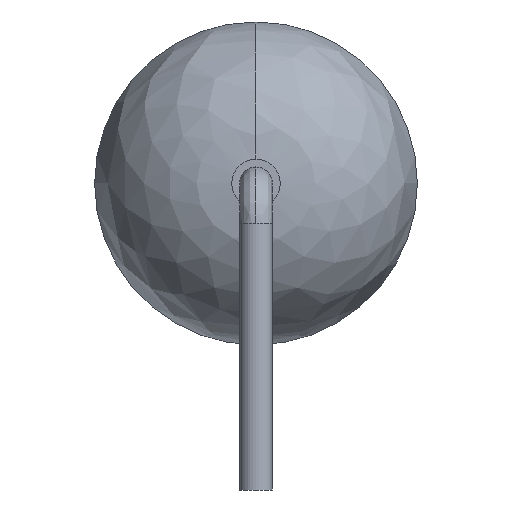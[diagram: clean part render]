
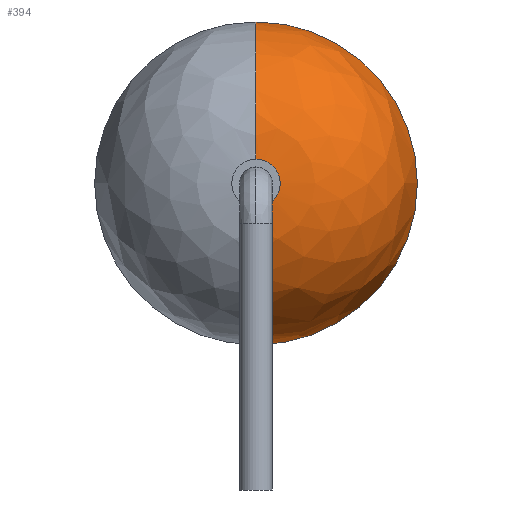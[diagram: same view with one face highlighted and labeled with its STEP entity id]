
A CAD part, left-side view. The second image highlights one B-rep face of the part: STEP entity #394.
In plain terms, the highlighted free-form (B-spline) face has degree [2, 2] with [5, 9] control points.
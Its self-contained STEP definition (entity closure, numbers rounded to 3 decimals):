
#294=CARTESIAN_POINT('',(-5.35,0.,0.));
#295=CARTESIAN_POINT('',(-6.938,0.,0.));
#296=CARTESIAN_POINT('',(-7.958,0.,1.218));
#297=CARTESIAN_POINT('',(-8.977,0.,2.437));
#298=CARTESIAN_POINT('',(-8.697,0.,4.));
#299=CARTESIAN_POINT('',(-5.35,4.,0.));
#300=CARTESIAN_POINT('',(-6.938,4.,0.));
#301=CARTESIAN_POINT('',(-7.958,2.782,1.218));
#302=CARTESIAN_POINT('',(-8.977,1.563,2.437));
#303=CARTESIAN_POINT('',(-8.697,0.,4.));
#304=CARTESIAN_POINT('',(-5.35,4.,4.));
#305=CARTESIAN_POINT('',(-6.938,4.,4.));
#306=CARTESIAN_POINT('',(-7.958,2.782,4.));
#307=CARTESIAN_POINT('',(-8.977,1.563,4.));
#308=CARTESIAN_POINT('',(-8.697,0.,4.));
#309=CARTESIAN_POINT('',(-5.35,4.,8.));
#310=CARTESIAN_POINT('',(-6.938,4.,8.));
#311=CARTESIAN_POINT('',(-7.958,2.782,6.782));
#312=CARTESIAN_POINT('',(-8.977,1.563,5.563));
#313=CARTESIAN_POINT('',(-8.697,0.,4.));
#314=CARTESIAN_POINT('',(-5.35,0.,8.));
#315=CARTESIAN_POINT('',(-6.938,0.,8.));
#316=CARTESIAN_POINT('',(-7.958,0.,6.782));
#317=CARTESIAN_POINT('',(-8.977,0.,5.563));
#318=CARTESIAN_POINT('',(-8.697,0.,4.));
#319=CARTESIAN_POINT('',(-5.35,-4.,8.));
#320=CARTESIAN_POINT('',(-6.938,-4.,8.));
#321=CARTESIAN_POINT('',(-7.958,-2.782,6.782));
#322=CARTESIAN_POINT('',(-8.977,-1.563,5.563));
#323=CARTESIAN_POINT('',(-8.697,0.,4.));
#324=CARTESIAN_POINT('',(-5.35,-4.,4.));
#325=CARTESIAN_POINT('',(-6.938,-4.,4.));
#326=CARTESIAN_POINT('',(-7.958,-2.782,4.));
#327=CARTESIAN_POINT('',(-8.977,-1.563,4.));
#328=CARTESIAN_POINT('',(-8.697,0.,4.));
#329=CARTESIAN_POINT('',(-5.35,-4.,0.));
#330=CARTESIAN_POINT('',(-6.938,-4.,0.));
#331=CARTESIAN_POINT('',(-7.958,-2.782,1.218));
#332=CARTESIAN_POINT('',(-8.977,-1.563,2.437));
#333=CARTESIAN_POINT('',(-8.697,0.,4.));
#334=CARTESIAN_POINT('',(-5.35,0.,0.));
#335=CARTESIAN_POINT('',(-6.938,0.,0.));
#336=CARTESIAN_POINT('',(-7.958,0.,1.218));
#337=CARTESIAN_POINT('',(-8.977,0.,2.437));
#338=CARTESIAN_POINT('',(-8.697,0.,4.));
#346=(BOUNDED_SURFACE()B_SPLINE_SURFACE(2,2,((#294,#299,#304,#309,#314,#319,#324,#329,#334),(#295,#300,#305,#310,#315,#320,#325,#330,#335),(#296,#301,#306,#311,#316,#321,#326,#331,#336),(#297,#302,#307,#312,#317,#322,#327,#332,#337),(#298,#303,#308,#313,#318,#323,#328,#333,#338)),.UNSPECIFIED.,.F.,.T.,.U.)B_SPLINE_SURFACE_WITH_KNOTS((3,2,3),(3,2,2,2,3),(0.,0.874,1.748),(0.0,1.571,3.142,4.712,6.283),.UNSPECIFIED.)GEOMETRIC_REPRESENTATION_ITEM()RATIONAL_B_SPLINE_SURFACE(((1.0,0.707,1.0,0.707,1.0,0.707,1.0,0.707,1.0),(0.906,0.641,0.906,0.641,0.906,0.641,0.906,0.641,0.906),(1.0,0.707,1.0,0.707,1.0,0.707,1.0,0.707,1.0),(0.906,0.641,0.906,0.641,0.906,0.641,0.906,0.641,0.906),(1.0,0.707,1.0,0.707,1.0,0.707,1.0,0.707,1.0)))REPRESENTATION_ITEM('')SURFACE());
#347=CARTESIAN_POINT('',(-8.75,0.,4.6));
#348=VERTEX_POINT('',#347);
#349=CARTESIAN_POINT('',(-5.35,0.,8.));
#350=VERTEX_POINT('',#349);
#351=CARTESIAN_POINT('',(-5.35,0.,4.6));
#352=DIRECTION('',(0.0,1.0,0.0));
#353=DIRECTION('',(0.0,0.0,1.0));
#354=AXIS2_PLACEMENT_3D('',#351,#352,#353);
#355=CIRCLE('',#354,3.4);
#356=EDGE_CURVE('',#348,#350,#355,.T.);
#357=ORIENTED_EDGE('',*,*,#356,.F.);
#358=CARTESIAN_POINT('',(-8.75,0.,3.4));
#359=VERTEX_POINT('',#358);
#360=CARTESIAN_POINT('',(-8.75,0.,4.));
#361=DIRECTION('',(1.0,0.0,0.0));
#362=DIRECTION('',(0.0,-1.0,0.0));
#363=AXIS2_PLACEMENT_3D('',#360,#361,#362);
#364=CIRCLE('',#363,0.6);
#365=EDGE_CURVE('',#348,#359,#364,.T.);
#366=ORIENTED_EDGE('',*,*,#365,.T.);
#367=CARTESIAN_POINT('',(-5.35,0.,0.));
#368=VERTEX_POINT('',#367);
#369=CARTESIAN_POINT('',(-5.35,0.,3.4));
#370=DIRECTION('',(0.0,-1.0,0.0));
#371=DIRECTION('',(0.0,0.0,-1.0));
#372=AXIS2_PLACEMENT_3D('',#369,#370,#371);
#373=CIRCLE('',#372,3.4);
#374=EDGE_CURVE('',#359,#368,#373,.T.);
#375=ORIENTED_EDGE('',*,*,#374,.T.);
#376=CARTESIAN_POINT('',(-5.35,-4.,4.));
#377=VERTEX_POINT('',#376);
#378=CARTESIAN_POINT('',(-5.35,0.,4.));
#379=DIRECTION('',(-1.0,0.0,0.0));
#380=DIRECTION('',(0.0,-1.0,0.0));
#381=AXIS2_PLACEMENT_3D('',#378,#379,#380);
#382=CIRCLE('',#381,4.0);
#383=EDGE_CURVE('',#368,#377,#382,.T.);
#384=ORIENTED_EDGE('',*,*,#383,.T.);
#385=CARTESIAN_POINT('',(-5.35,0.,4.));
#386=DIRECTION('',(-1.0,0.0,0.0));
#387=DIRECTION('',(0.0,-1.0,0.0));
#388=AXIS2_PLACEMENT_3D('',#385,#386,#387);
#389=CIRCLE('',#388,4.0);
#390=EDGE_CURVE('',#377,#350,#389,.T.);
#391=ORIENTED_EDGE('',*,*,#390,.T.);
#392=EDGE_LOOP('',(#357,#366,#375,#384,#391));
#393=FACE_OUTER_BOUND('',#392,.T.);
#394=ADVANCED_FACE('',(#393),#346,.T.);
